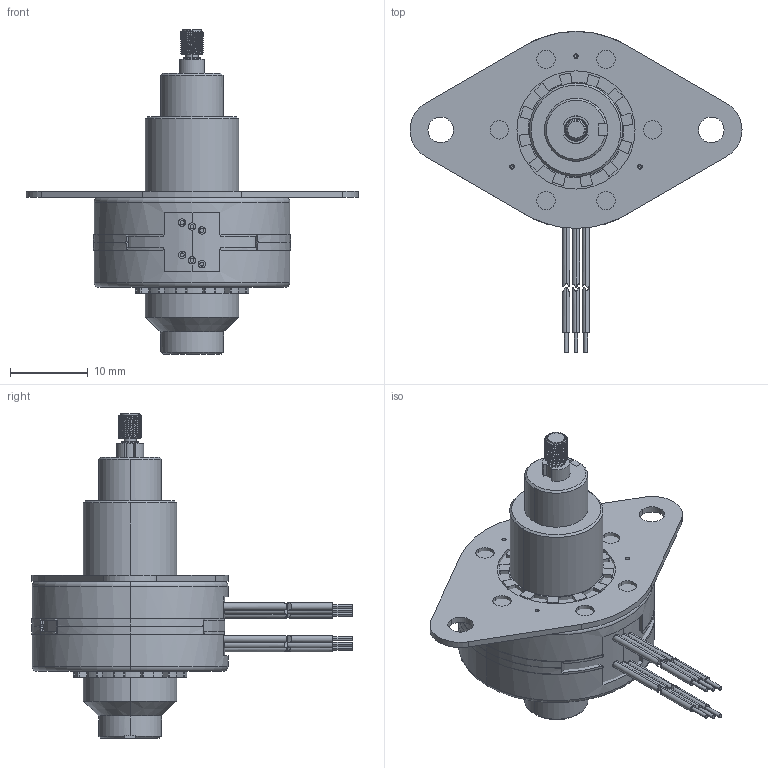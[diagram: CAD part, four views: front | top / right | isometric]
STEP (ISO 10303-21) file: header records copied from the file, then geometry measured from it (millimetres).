
FILE_DESCRIPTION((''),'2;1');
FILE_NAME('26DBM-K_ASM','2015-10-26T',('sandip.dhanwate'),(''),'PRO/ENGINEER BY PARAMETRIC TECHNOLOGY CORPORATION, 2014310','PRO/ENGINEER BY PARAMETRIC TECHNOLOGY CORPORATION, 2014310','');
FILE_SCHEMA(('CONFIG_CONTROL_DESIGN'));
Length unit declared in the file: inch
Products named in the file (10): 053-5076-001; 149-5086-009; 584-5184-011_ASM; 017-5018-001; 017-5019-001; 190-0874_AF0; 190-0875-002_AF0; 190-0876-002_ASM; PRT0003; 26DBM-K_ASM
Assembly tree (10 placements, depth 3):
  26DBM-K_ASM
    584-5184-011_ASM
      053-5076-001
      149-5086-009
    053-5076-001
    017-5018-001
    017-5019-001
    190-0876-002_ASM
      190-0874_AF0
      190-0875-002_AF0
    PRT0003
Bounding box: 42.82 x 41.42 x 41.84 mm (x, y, z)
Volume: 10377.1 mm3; surface area: 8840.8 mm2
Topology: 13 solids, 15 shells, 873 faces, 2361 edges, 1533 vertices
Faces by surface type: cylinder 440, plane 321, bspline 64, torus 12, sphere 12, cone 12, extrusion 12
Entity records: 26005 total; most frequent: CARTESIAN_POINT 10042, ORIENTED_EDGE 3314, DIRECTION 3308, EDGE_CURVE 1659, AXIS2_PLACEMENT_3D 1255, VERTEX_POINT 1085, VECTOR 798, LINE 786
